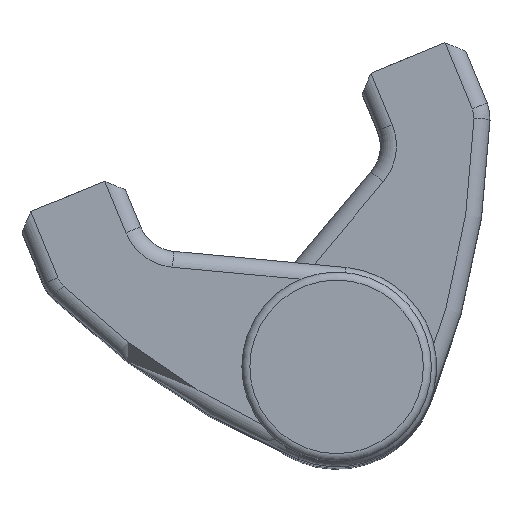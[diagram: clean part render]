
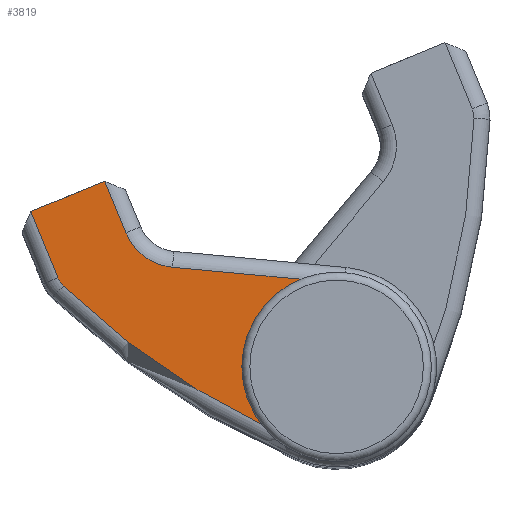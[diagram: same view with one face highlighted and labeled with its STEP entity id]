
A CAD part, top view. The second image highlights one B-rep face of the part: STEP entity #3819.
In plain terms, the highlighted face is planar.
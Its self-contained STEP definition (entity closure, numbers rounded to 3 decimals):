
#310=PLANE('',#4273);
#391=FACE_OUTER_BOUND('',#633,.T.);
#633=EDGE_LOOP('',(#2608,#2609,#2610,#2611,#2612,#2613,#2614,#2615));
#901=CIRCLE('',#4271,11.25);
#903=CIRCLE('',#4274,7.);
#904=CIRCLE('',#4275,3.);
#905=CIRCLE('',#4276,98.);
#1207=LINE('',#6326,#1381);
#1208=LINE('',#6330,#1382);
#1209=LINE('',#6332,#1383);
#1210=LINE('',#6334,#1384);
#1381=VECTOR('',#4934,10.);
#1382=VECTOR('',#4937,10.);
#1383=VECTOR('',#4938,10.);
#1384=VECTOR('',#4939,10.);
#1561=VERTEX_POINT('',#6257);
#1567=VERTEX_POINT('',#6309);
#1568=VERTEX_POINT('',#6325);
#1569=VERTEX_POINT('',#6327);
#1570=VERTEX_POINT('',#6329);
#1571=VERTEX_POINT('',#6331);
#1572=VERTEX_POINT('',#6333);
#1573=VERTEX_POINT('',#6335);
#1977=EDGE_CURVE('',#1561,#1567,#901,.T.);
#1979=EDGE_CURVE('',#1568,#1561,#1207,.T.);
#1980=EDGE_CURVE('',#1569,#1568,#903,.T.);
#1981=EDGE_CURVE('',#1570,#1569,#1208,.T.);
#1982=EDGE_CURVE('',#1570,#1571,#1209,.T.);
#1983=EDGE_CURVE('',#1572,#1571,#1210,.T.);
#1984=EDGE_CURVE('',#1573,#1572,#904,.T.);
#1985=EDGE_CURVE('',#1567,#1573,#905,.T.);
#2608=ORIENTED_EDGE('',*,*,#1977,.F.);
#2609=ORIENTED_EDGE('',*,*,#1979,.F.);
#2610=ORIENTED_EDGE('',*,*,#1980,.F.);
#2611=ORIENTED_EDGE('',*,*,#1981,.F.);
#2612=ORIENTED_EDGE('',*,*,#1982,.T.);
#2613=ORIENTED_EDGE('',*,*,#1983,.F.);
#2614=ORIENTED_EDGE('',*,*,#1984,.F.);
#2615=ORIENTED_EDGE('',*,*,#1985,.F.);
#3819=ADVANCED_FACE('',(#391),#310,.F.);
#4271=AXIS2_PLACEMENT_3D('',#6322,#4928,#4929);
#4273=AXIS2_PLACEMENT_3D('',#6324,#4932,#4933);
#4274=AXIS2_PLACEMENT_3D('',#6328,#4935,#4936);
#4275=AXIS2_PLACEMENT_3D('',#6336,#4940,#4941);
#4276=AXIS2_PLACEMENT_3D('',#6337,#4942,#4943);
#4928=DIRECTION('center_axis',(0.,0.,-1.));
#4929=DIRECTION('ref_axis',(0.801,0.598,0.));
#4932=DIRECTION('center_axis',(0.,0.,1.));
#4933=DIRECTION('ref_axis',(1.,0.,0.));
#4934=DIRECTION('',(-0.886,-0.464,0.));
#4935=DIRECTION('center_axis',(0.,0.,-1.));
#4936=DIRECTION('ref_axis',(0.856,-0.518,0.));
#4937=DIRECTION('',(0.,-1.,0.));
#4938=DIRECTION('',(1.,0.,0.));
#4939=DIRECTION('',(0.,1.,0.));
#4940=DIRECTION('center_axis',(0.,0.,1.));
#4941=DIRECTION('ref_axis',(0.979,-0.206,0.));
#4942=DIRECTION('center_axis',(0.,0.,1.));
#4943=DIRECTION('ref_axis',(0.826,-0.564,0.));
#6257=CARTESIAN_POINT('',(-1.298,11.175,-44.25));
#6309=CARTESIAN_POINT('',(10.387,-4.322,-44.25));
#6322=CARTESIAN_POINT('Origin',(0.,0.,-44.25));
#6324=CARTESIAN_POINT('Origin',(10.534,11.563,-44.25));
#6325=CARTESIAN_POINT('',(14.25,19.324,-44.25));
#6326=CARTESIAN_POINT('',(11.196,17.724,-44.25));
#6327=CARTESIAN_POINT('',(18.,25.524,-44.25));
#6328=CARTESIAN_POINT('Origin',(11.,25.524,-44.25));
#6329=CARTESIAN_POINT('',(18.,32.5,-44.25));
#6330=CARTESIAN_POINT('',(18.,21.031,-44.25));
#6331=CARTESIAN_POINT('',(28.,32.5,-44.25));
#6332=CARTESIAN_POINT('',(18.,32.5,-44.25));
#6333=CARTESIAN_POINT('',(28.,23.537,-44.25));
#6334=CARTESIAN_POINT('',(28.,17.55,-44.25));
#6335=CARTESIAN_POINT('',(27.746,22.329,-44.25));
#6336=CARTESIAN_POINT('Origin',(25.,23.537,-44.25));
#6337=CARTESIAN_POINT('Origin',(-61.962,61.782,-44.25));
